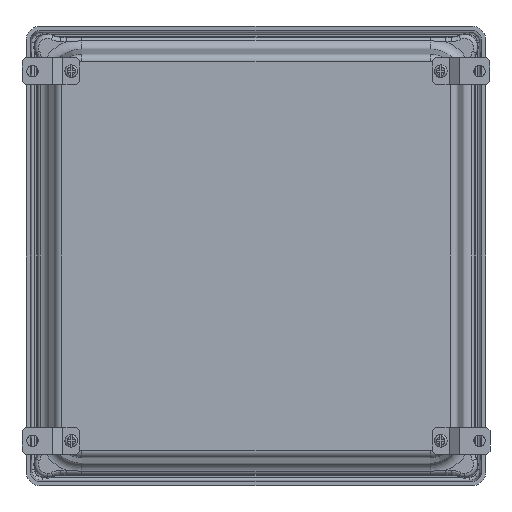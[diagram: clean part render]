
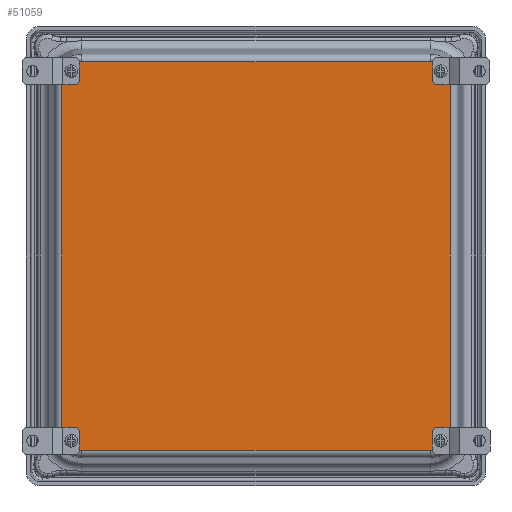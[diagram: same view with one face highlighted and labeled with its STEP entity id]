
A CAD part, front view. The second image highlights one B-rep face of the part: STEP entity #51059.
In plain terms, the highlighted planar face has unit normal (0, -1, 0).
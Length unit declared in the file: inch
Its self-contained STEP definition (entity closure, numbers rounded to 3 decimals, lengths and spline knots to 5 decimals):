
#8 = EDGE_CURVE ( 'NONE', #19745, #78676, #13339, .T. ) ;
#463 = ORIENTED_EDGE ( 'NONE', *, *, #9398, .T. ) ;
#759 = EDGE_CURVE ( 'NONE', #82664, #29016, #20188, .T. ) ;
#1641 = VERTEX_POINT ( 'NONE', #18621 ) ;
#2593 = DIRECTION ( 'NONE',  ( 0., -1., 0. ) ) ;
#3004 = CARTESIAN_POINT ( 'NONE',  ( -5.5135, -6.125, -5.5135 ) ) ;
#3102 = EDGE_LOOP ( 'NONE', ( #11395, #55298 ) ) ;
#3151 = EDGE_LOOP ( 'NONE', ( #7190, #6275, #35345, #34478, #69685, #51916, #37863, #463 ) ) ;
#3287 = CIRCLE ( 'NONE', #4716, 0.1405 ) ;
#3512 = DIRECTION ( 'NONE',  ( 0., -1., 0. ) ) ;
#3535 = CIRCLE ( 'NONE', #79620, 0.1405 ) ;
#3953 = AXIS2_PLACEMENT_3D ( 'NONE', #78004, #40177, #20059 ) ;
#3957 = DIRECTION ( 'NONE',  ( 0., -1., 0. ) ) ;
#4716 = AXIS2_PLACEMENT_3D ( 'NONE', #16355, #42041, #28684 ) ;
#5237 = DIRECTION ( 'NONE',  ( 0., -1., 0. ) ) ;
#5562 = CARTESIAN_POINT ( 'NONE',  ( 5.5135, -6.125, -5.373 ) ) ;
#5564 = LINE ( 'NONE', #78511, #71632 ) ;
#6060 = CARTESIAN_POINT ( 'NONE',  ( -5.5135, -6.125, 5.5135 ) ) ;
#6139 = EDGE_CURVE ( 'NONE', #64233, #34425, #5564, .T. ) ;
#6275 = ORIENTED_EDGE ( 'NONE', *, *, #6139, .T. ) ;
#6413 = CIRCLE ( 'NONE', #74858, 0.60045 ) ;
#7040 = EDGE_LOOP ( 'NONE', ( #77149, #65234 ) ) ;
#7190 = ORIENTED_EDGE ( 'NONE', *, *, #71406, .T. ) ;
#8560 = CIRCLE ( 'NONE', #20617, 0.1405 ) ;
#8653 = FACE_BOUND ( 'NONE', #3102, .T. ) ;
#9004 = CARTESIAN_POINT ( 'NONE',  ( 5.199, -6.125, 5.199 ) ) ;
#9398 = EDGE_CURVE ( 'NONE', #72515, #37774, #19372, .T. ) ;
#9416 = DIRECTION ( 'NONE',  ( 0., -1., 0. ) ) ;
#9431 = VERTEX_POINT ( 'NONE', #15796 ) ;
#10211 = CARTESIAN_POINT ( 'NONE',  ( 5.199, -6.125, 5.79945 ) ) ;
#10935 = CARTESIAN_POINT ( 'NONE',  ( 5.5135, -6.125, -5.654 ) ) ;
#11200 = DIRECTION ( 'NONE',  ( 0., 0., -1. ) ) ;
#11395 = ORIENTED_EDGE ( 'NONE', *, *, #53589, .F. ) ;
#13127 = ORIENTED_EDGE ( 'NONE', *, *, #30851, .F. ) ;
#13339 = CIRCLE ( 'NONE', #14316, 0.1405 ) ;
#14316 = AXIS2_PLACEMENT_3D ( 'NONE', #41074, #15108, #78641 ) ;
#15108 = DIRECTION ( 'NONE',  ( 0., -1., 0. ) ) ;
#15497 = ORIENTED_EDGE ( 'NONE', *, *, #41426, .F. ) ;
#15796 = CARTESIAN_POINT ( 'NONE',  ( 5.5135, -6.125, 5.373 ) ) ;
#16355 = CARTESIAN_POINT ( 'NONE',  ( 5.5135, -6.125, 5.5135 ) ) ;
#18003 = EDGE_CURVE ( 'NONE', #67792, #32149, #72567, .T. ) ;
#18325 = DIRECTION ( 'NONE',  ( 0., 0., -1. ) ) ;
#18621 = CARTESIAN_POINT ( 'NONE',  ( 5.5135, -6.125, 5.654 ) ) ;
#19187 = EDGE_LOOP ( 'NONE', ( #13127, #58480 ) ) ;
#19372 = LINE ( 'NONE', #80448, #44329 ) ;
#19745 = VERTEX_POINT ( 'NONE', #5562 ) ;
#20059 = DIRECTION ( 'NONE',  ( 0., 0., -1. ) ) ;
#20188 = CIRCLE ( 'NONE', #62068, 0.1405 ) ;
#20617 = AXIS2_PLACEMENT_3D ( 'NONE', #6060, #5237, #24223 ) ;
#21836 = AXIS2_PLACEMENT_3D ( 'NONE', #9004, #2593, #73125 ) ;
#22548 = DIRECTION ( 'NONE',  ( 0., 0., -1. ) ) ;
#24223 = DIRECTION ( 'NONE',  ( 0., 0., 1. ) ) ;
#25010 = AXIS2_PLACEMENT_3D ( 'NONE', #61638, #3512, #42332 ) ;
#26202 = DIRECTION ( 'NONE',  ( 0., 0., 1. ) ) ;
#26587 = DIRECTION ( 'NONE',  ( 0., -1., 0. ) ) ;
#26688 = CIRCLE ( 'NONE', #21836, 0.60045 ) ;
#26788 = EDGE_CURVE ( 'NONE', #49877, #34268, #72495, .T. ) ;
#27874 = DIRECTION ( 'NONE',  ( 0., 0., -1. ) ) ;
#28075 = AXIS2_PLACEMENT_3D ( 'NONE', #50152, #37308, #75416 ) ;
#28282 = CARTESIAN_POINT ( 'NONE',  ( 5.79945, -6.125, -5.199 ) ) ;
#28684 = DIRECTION ( 'NONE',  ( 0., 0., -1. ) ) ;
#28931 = DIRECTION ( 'NONE',  ( 0., -1., 0. ) ) ;
#29016 = VERTEX_POINT ( 'NONE', #45072 ) ;
#29185 = CIRCLE ( 'NONE', #3953, 0.60045 ) ;
#29766 = CARTESIAN_POINT ( 'NONE',  ( -5.199, -6.125, -5.199 ) ) ;
#30635 = FACE_BOUND ( 'NONE', #19187, .T. ) ;
#30794 = ORIENTED_EDGE ( 'NONE', *, *, #53580, .F. ) ;
#30851 = EDGE_CURVE ( 'NONE', #78056, #71300, #58799, .T. ) ;
#30902 = CARTESIAN_POINT ( 'NONE',  ( -5.5135, -6.125, -5.5135 ) ) ;
#31168 = DIRECTION ( 'NONE',  ( 0., -1., 0. ) ) ;
#32149 = VERTEX_POINT ( 'NONE', #65711 ) ;
#33760 = EDGE_CURVE ( 'NONE', #29016, #82664, #3535, .T. ) ;
#34268 = VERTEX_POINT ( 'NONE', #72046 ) ;
#34425 = VERTEX_POINT ( 'NONE', #55686 ) ;
#34478 = ORIENTED_EDGE ( 'NONE', *, *, #18003, .T. ) ;
#34558 = EDGE_LOOP ( 'NONE', ( #30794, #15497 ) ) ;
#35345 = ORIENTED_EDGE ( 'NONE', *, *, #63296, .T. ) ;
#36453 = VECTOR ( 'NONE', #54637, 39.37008 ) ;
#37308 = DIRECTION ( 'NONE',  ( 0., -1., 0. ) ) ;
#37774 = VERTEX_POINT ( 'NONE', #58167 ) ;
#37863 = ORIENTED_EDGE ( 'NONE', *, *, #50019, .T. ) ;
#39514 = CARTESIAN_POINT ( 'NONE',  ( -5.5135, -6.125, 5.373 ) ) ;
#40177 = DIRECTION ( 'NONE',  ( 0., -1., 0. ) ) ;
#41074 = CARTESIAN_POINT ( 'NONE',  ( 5.5135, -6.125, -5.5135 ) ) ;
#41426 = EDGE_CURVE ( 'NONE', #1641, #9431, #52599, .T. ) ;
#42041 = DIRECTION ( 'NONE',  ( 0., -1., 0. ) ) ;
#42332 = DIRECTION ( 'NONE',  ( 0., 0., 1. ) ) ;
#44329 = VECTOR ( 'NONE', #73490, 39.37008 ) ;
#45072 = CARTESIAN_POINT ( 'NONE',  ( -5.5135, -6.125, -5.654 ) ) ;
#46663 = FACE_OUTER_BOUND ( 'NONE', #3151, .T. ) ;
#49348 = VECTOR ( 'NONE', #51188, 39.37008 ) ;
#49877 = VERTEX_POINT ( 'NONE', #60231 ) ;
#50019 = EDGE_CURVE ( 'NONE', #34268, #72515, #65213, .T. ) ;
#50152 = CARTESIAN_POINT ( 'NONE',  ( 5.199, -6.125, 5.199 ) ) ;
#50434 = PLANE ( 'NONE',  #28075 ) ;
#50571 = CARTESIAN_POINT ( 'NONE',  ( -5.5135, -6.125, 5.654 ) ) ;
#51059 = ADVANCED_FACE ( 'NONE', ( #8653, #73709, #30635, #61665, #46663 ), #50434, .T. ) ;
#51188 = DIRECTION ( 'NONE',  ( 0., 0., -1. ) ) ;
#51916 = ORIENTED_EDGE ( 'NONE', *, *, #26788, .T. ) ;
#52556 = DIRECTION ( 'NONE',  ( 0., 0., 1. ) ) ;
#52599 = CIRCLE ( 'NONE', #75285, 0.1405 ) ;
#53580 = EDGE_CURVE ( 'NONE', #9431, #1641, #3287, .T. ) ;
#53589 = EDGE_CURVE ( 'NONE', #78676, #19745, #72365, .T. ) ;
#53823 = CARTESIAN_POINT ( 'NONE',  ( -5.5135, -6.125, -5.373 ) ) ;
#54637 = DIRECTION ( 'NONE',  ( -1., 0., 0. ) ) ;
#55298 = ORIENTED_EDGE ( 'NONE', *, *, #8, .F. ) ;
#55686 = CARTESIAN_POINT ( 'NONE',  ( 5.79945, -6.125, 5.199 ) ) ;
#58167 = CARTESIAN_POINT ( 'NONE',  ( 5.199, -6.125, -5.79945 ) ) ;
#58480 = ORIENTED_EDGE ( 'NONE', *, *, #77760, .F. ) ;
#58799 = CIRCLE ( 'NONE', #61178, 0.1405 ) ;
#60231 = CARTESIAN_POINT ( 'NONE',  ( -5.79945, -6.125, 5.199 ) ) ;
#60262 = CARTESIAN_POINT ( 'NONE',  ( 5.5135, -6.125, 5.5135 ) ) ;
#61178 = AXIS2_PLACEMENT_3D ( 'NONE', #65186, #26587, #52556 ) ;
#61638 = CARTESIAN_POINT ( 'NONE',  ( 5.5135, -6.125, -5.5135 ) ) ;
#61665 = FACE_BOUND ( 'NONE', #7040, .T. ) ;
#62068 = AXIS2_PLACEMENT_3D ( 'NONE', #30902, #31168, #18325 ) ;
#62353 = CARTESIAN_POINT ( 'NONE',  ( -5.199, -6.125, 5.199 ) ) ;
#62867 = AXIS2_PLACEMENT_3D ( 'NONE', #29766, #28931, #80698 ) ;
#63296 = EDGE_CURVE ( 'NONE', #34425, #67792, #26688, .T. ) ;
#64233 = VERTEX_POINT ( 'NONE', #28282 ) ;
#65186 = CARTESIAN_POINT ( 'NONE',  ( -5.5135, -6.125, 5.5135 ) ) ;
#65213 = CIRCLE ( 'NONE', #62867, 0.60045 ) ;
#65234 = ORIENTED_EDGE ( 'NONE', *, *, #759, .F. ) ;
#65711 = CARTESIAN_POINT ( 'NONE',  ( -5.199, -6.125, 5.79945 ) ) ;
#65930 = DIRECTION ( 'NONE',  ( 0., -1., 0. ) ) ;
#67792 = VERTEX_POINT ( 'NONE', #77336 ) ;
#69685 = ORIENTED_EDGE ( 'NONE', *, *, #78664, .T. ) ;
#71300 = VERTEX_POINT ( 'NONE', #50571 ) ;
#71406 = EDGE_CURVE ( 'NONE', #37774, #64233, #29185, .T. ) ;
#71632 = VECTOR ( 'NONE', #26202, 39.37008 ) ;
#72046 = CARTESIAN_POINT ( 'NONE',  ( -5.79945, -6.125, -5.199 ) ) ;
#72277 = CARTESIAN_POINT ( 'NONE',  ( -5.199, -6.125, -5.79945 ) ) ;
#72365 = CIRCLE ( 'NONE', #25010, 0.1405 ) ;
#72495 = LINE ( 'NONE', #76720, #49348 ) ;
#72515 = VERTEX_POINT ( 'NONE', #72277 ) ;
#72567 = LINE ( 'NONE', #10211, #36453 ) ;
#73125 = DIRECTION ( 'NONE',  ( 0., 0., -1. ) ) ;
#73490 = DIRECTION ( 'NONE',  ( 1., 0., 0. ) ) ;
#73709 = FACE_BOUND ( 'NONE', #34558, .T. ) ;
#74858 = AXIS2_PLACEMENT_3D ( 'NONE', #62353, #3957, #11200 ) ;
#75285 = AXIS2_PLACEMENT_3D ( 'NONE', #60262, #65930, #27874 ) ;
#75416 = DIRECTION ( 'NONE',  ( 0., 0., -1. ) ) ;
#76720 = CARTESIAN_POINT ( 'NONE',  ( -5.79945, -6.125, 5.199 ) ) ;
#77149 = ORIENTED_EDGE ( 'NONE', *, *, #33760, .F. ) ;
#77336 = CARTESIAN_POINT ( 'NONE',  ( 5.199, -6.125, 5.79945 ) ) ;
#77760 = EDGE_CURVE ( 'NONE', #71300, #78056, #8560, .T. ) ;
#78004 = CARTESIAN_POINT ( 'NONE',  ( 5.199, -6.125, -5.199 ) ) ;
#78056 = VERTEX_POINT ( 'NONE', #39514 ) ;
#78511 = CARTESIAN_POINT ( 'NONE',  ( 5.79945, -6.125, 5.199 ) ) ;
#78641 = DIRECTION ( 'NONE',  ( 0., 0., 1. ) ) ;
#78664 = EDGE_CURVE ( 'NONE', #32149, #49877, #6413, .T. ) ;
#78676 = VERTEX_POINT ( 'NONE', #10935 ) ;
#79620 = AXIS2_PLACEMENT_3D ( 'NONE', #3004, #9416, #22548 ) ;
#80448 = CARTESIAN_POINT ( 'NONE',  ( 5.199, -6.125, -5.79945 ) ) ;
#80698 = DIRECTION ( 'NONE',  ( 0., 0., -1. ) ) ;
#82664 = VERTEX_POINT ( 'NONE', #53823 ) ;
